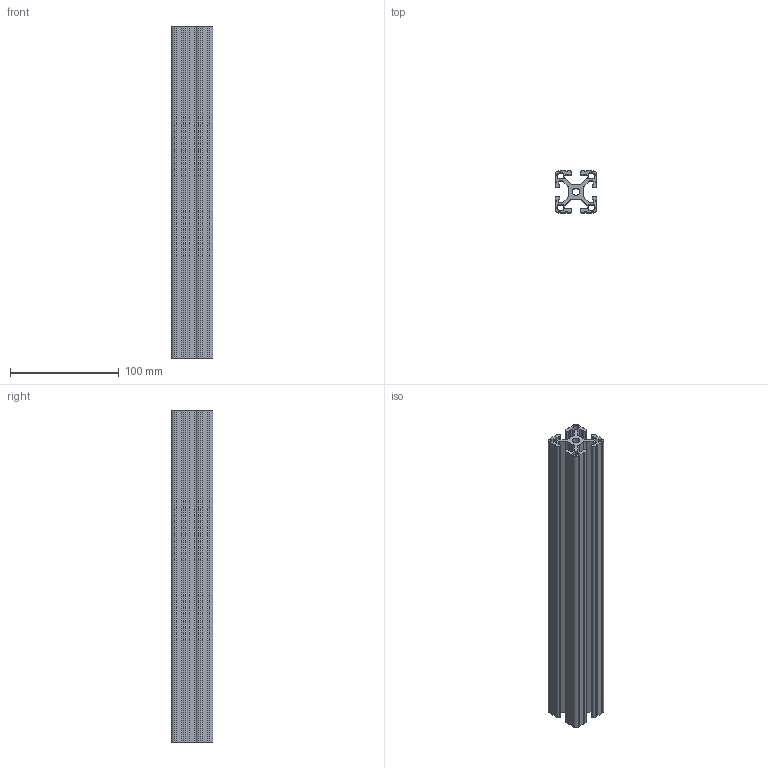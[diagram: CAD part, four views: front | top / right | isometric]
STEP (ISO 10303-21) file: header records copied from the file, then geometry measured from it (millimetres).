
FILE_DESCRIPTION(/* description */ ('STEP AP203'),/* implementation_level */ '2;1');
FILE_NAME(/* name */ '1515-LITE-12-CL',/* time_stamp */ '2024-07-01T21:05:53+02:00',/* author */ ('License CC BY-ND 4.0'),/* organization */ ('CADENAS'),/* preprocessor_version */ 'ST-DEVELOPER v19.3',/* originating_system */ 'PARTsolutions',/* authorisation */ ' ');
FILE_SCHEMA (('CONFIG_CONTROL_DESIGN'));
Length unit declared in the file: inch
Products named in the file (1): 1515-LITE-12-CL
Bounding box: 38.1 x 38.1 x 304.8 mm (x, y, z)
Volume: 176418.2 mm3; surface area: 131914.1 mm2
Topology: 1 solids, 1 shells, 163 faces, 483 edges, 322 vertices
Faces by surface type: plane 86, cylinder 77
Full cylindrical faces by diameter (mm): 6.655 x1
Entity records: 5538 total; most frequent: CARTESIAN_POINT 968, ORIENTED_EDGE 964, DIRECTION 964, EDGE_CURVE 482, LINE 328, VECTOR 328, VERTEX_POINT 322, AXIS2_PLACEMENT_3D 318
